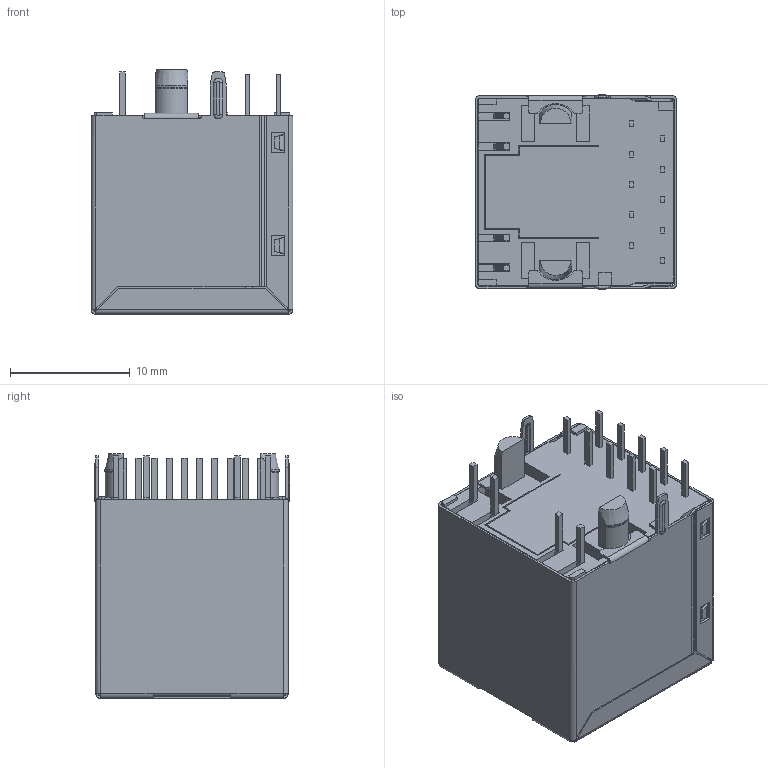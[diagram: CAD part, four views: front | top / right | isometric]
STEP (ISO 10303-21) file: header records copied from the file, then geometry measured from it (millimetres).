
FILE_DESCRIPTION((''),'2;1');
FILE_NAME('DGKYD511Q070AB2A8D_ASM','2022-08-08T16:57:23',('Administrator'),(''),'CREO PARAMETRIC BY PTC INC, 2018400','CREO PARAMETRIC BY PTC INC, 2018400','');
FILE_SCHEMA(('CONFIG_CONTROL_DESIGN'));
Length unit declared in the file: millimetre
Products named in the file (1): DGKYD511Q070AB2A8D_ASM
Bounding box: 16.85 x 16.3 x 20.45 mm (x, y, z)
Volume: 2720.3 mm3; surface area: 6307.8 mm2
Topology: 19 solids, 19 shells, 855 faces, 2320 edges, 1495 vertices
Faces by surface type: plane 632, cylinder 171, bspline 38, torus 8, sphere 4, cone 2
Entity records: 27649 total; most frequent: CARTESIAN_POINT 5988, ORIENTED_EDGE 4632, DIRECTION 4248, EDGE_CURVE 2316, VECTOR 1880, LINE 1880, VERTEX_POINT 1495, AXIS2_PLACEMENT_3D 1184
